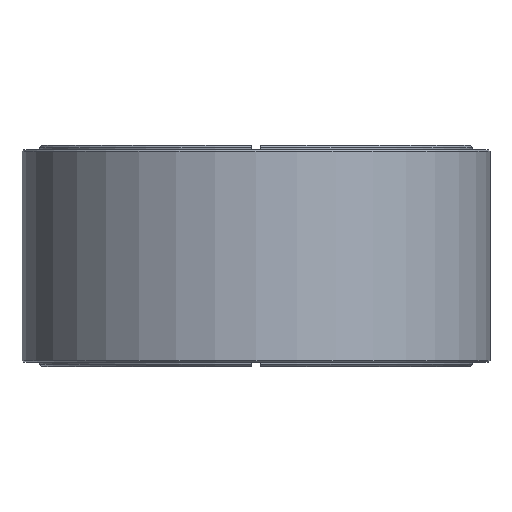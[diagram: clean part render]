
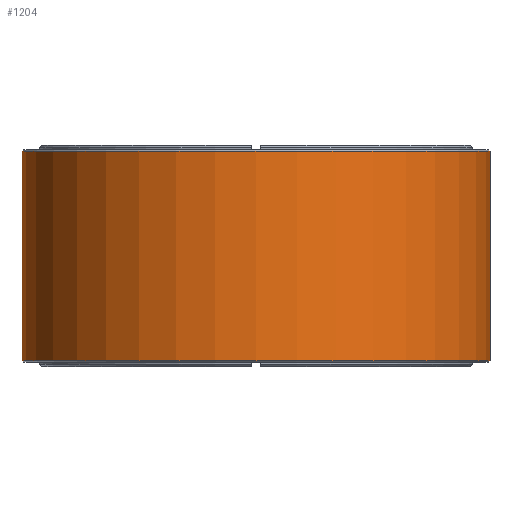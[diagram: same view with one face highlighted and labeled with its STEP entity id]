
A CAD part, front view. The second image highlights one B-rep face of the part: STEP entity #1204.
In plain terms, the highlighted cylindrical face has radius 27.95 mm (diameter 55.9 mm), a partial arc.
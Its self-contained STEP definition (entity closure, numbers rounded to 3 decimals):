
#59 = VECTOR ( 'NONE', #794, 1000. ) ;
#120 = ORIENTED_EDGE ( 'NONE', *, *, #1949, .T. ) ;
#278 = ORIENTED_EDGE ( 'NONE', *, *, #1808, .T. ) ;
#382 = CARTESIAN_POINT ( 'NONE',  ( -27.95, 0., 12.7 ) ) ;
#480 = VERTEX_POINT ( 'NONE', #1363 ) ;
#514 = ORIENTED_EDGE ( 'NONE', *, *, #2536, .F. ) ;
#550 = DIRECTION ( 'NONE',  ( 0., 0., -1. ) ) ;
#553 = DIRECTION ( 'NONE',  ( 0., 0., -1. ) ) ;
#558 = ORIENTED_EDGE ( 'NONE', *, *, #1209, .T. ) ;
#578 = DIRECTION ( 'NONE',  ( 1., 0., 0. ) ) ;
#583 = EDGE_LOOP ( 'NONE', ( #120, #278, #558, #514 ) ) ;
#664 = LINE ( 'NONE', #382, #59 ) ;
#794 = DIRECTION ( 'NONE',  ( 0., 0., -1. ) ) ;
#841 = VERTEX_POINT ( 'NONE', #852 ) ;
#852 = CARTESIAN_POINT ( 'NONE',  ( -27.95, 0., -12.5 ) ) ;
#876 = FACE_OUTER_BOUND ( 'NONE', #583, .T. ) ;
#912 = DIRECTION ( 'NONE',  ( 1., 0., 0. ) ) ;
#1018 = CIRCLE ( 'NONE', #2160, 27.95 ) ;
#1073 = LINE ( 'NONE', #2356, #2587 ) ;
#1176 = DIRECTION ( 'NONE',  ( 1., 0., 0. ) ) ;
#1200 = VERTEX_POINT ( 'NONE', #1951 ) ;
#1204 = ADVANCED_FACE ( 'NONE', ( #876 ), #2559, .T. ) ;
#1209 = EDGE_CURVE ( 'NONE', #841, #1650, #1313, .T. ) ;
#1313 = CIRCLE ( 'NONE', #2011, 27.95 ) ;
#1327 = CARTESIAN_POINT ( 'NONE',  ( 27.95, 0., -12.5 ) ) ;
#1363 = CARTESIAN_POINT ( 'NONE',  ( -27.95, 0., 12.5 ) ) ;
#1372 = DIRECTION ( 'NONE',  ( 0., 0., 1. ) ) ;
#1582 = CARTESIAN_POINT ( 'NONE',  ( 0., 0., -12.5 ) ) ;
#1650 = VERTEX_POINT ( 'NONE', #1327 ) ;
#1808 = EDGE_CURVE ( 'NONE', #480, #841, #664, .T. ) ;
#1949 = EDGE_CURVE ( 'NONE', #1200, #480, #1018, .T. ) ;
#1951 = CARTESIAN_POINT ( 'NONE',  ( 27.95, 0., 12.5 ) ) ;
#1974 = AXIS2_PLACEMENT_3D ( 'NONE', #2371, #550, #1176 ) ;
#2011 = AXIS2_PLACEMENT_3D ( 'NONE', #1582, #1372, #578 ) ;
#2160 = AXIS2_PLACEMENT_3D ( 'NONE', #2317, #2293, #912 ) ;
#2293 = DIRECTION ( 'NONE',  ( 0., 0., -1. ) ) ;
#2317 = CARTESIAN_POINT ( 'NONE',  ( 0., 0., 12.5 ) ) ;
#2356 = CARTESIAN_POINT ( 'NONE',  ( 27.95, 0., 12.7 ) ) ;
#2371 = CARTESIAN_POINT ( 'NONE',  ( 0., 0., 12.7 ) ) ;
#2536 = EDGE_CURVE ( 'NONE', #1200, #1650, #1073, .T. ) ;
#2559 = CYLINDRICAL_SURFACE ( 'NONE', #1974, 27.95 ) ;
#2587 = VECTOR ( 'NONE', #553, 1000. ) ;
